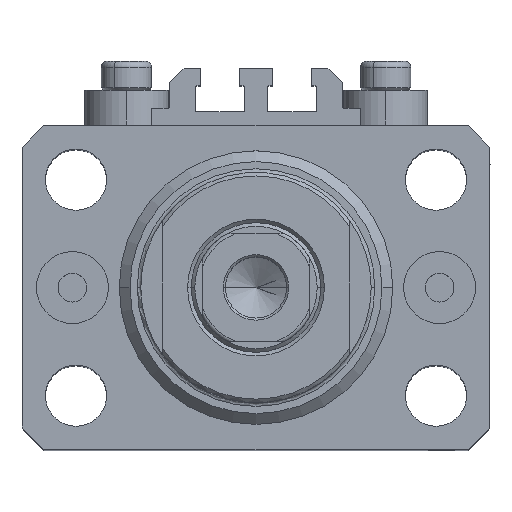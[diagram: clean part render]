
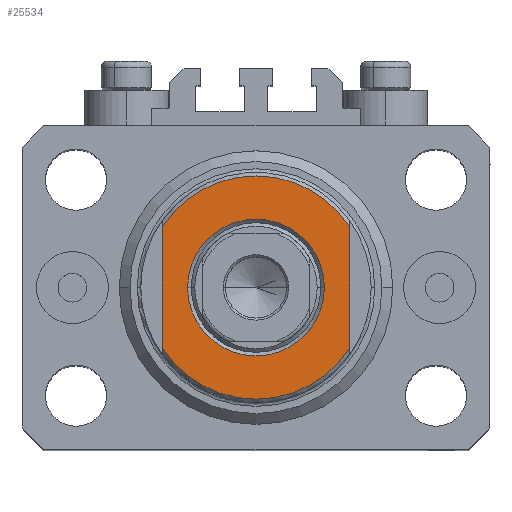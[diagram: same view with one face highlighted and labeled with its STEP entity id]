
A CAD part, top view. The second image highlights one B-rep face of the part: STEP entity #25534.
In plain terms, the highlighted face is planar.
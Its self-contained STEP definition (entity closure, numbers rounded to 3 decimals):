
#3899 = ORIENTED_EDGE ( 'NONE', *, *, #6791, .T. ) ;
#5263 = FACE_OUTER_BOUND ( 'NONE', #29386, .T. ) ;
#5838 = VERTEX_POINT ( 'NONE', #34188 ) ;
#5974 = DIRECTION ( 'NONE',  ( 0., 0., -1. ) ) ;
#6791 = EDGE_CURVE ( 'NONE', #5838, #16460, #21390, .T. ) ;
#6840 = CARTESIAN_POINT ( 'NONE',  ( -13., -8.441, -6.5 ) ) ;
#7449 = CARTESIAN_POINT ( 'NONE',  ( 0., 0., -6.5 ) ) ;
#8563 = EDGE_CURVE ( 'NONE', #41930, #15439, #17834, .T. ) ;
#8653 = CARTESIAN_POINT ( 'NONE',  ( 13., -43.081, -6.5 ) ) ;
#9352 = LINE ( 'NONE', #8653, #12416 ) ;
#9854 = DIRECTION ( 'NONE',  ( 0., 0., 1. ) ) ;
#11271 = DIRECTION ( 'NONE',  ( -1., 0., 0. ) ) ;
#11687 = EDGE_CURVE ( 'NONE', #11889, #15439, #47246, .T. ) ;
#11726 = ORIENTED_EDGE ( 'NONE', *, *, #25249, .T. ) ;
#11889 = VERTEX_POINT ( 'NONE', #25179 ) ;
#12331 = EDGE_CURVE ( 'NONE', #34923, #41930, #9352, .T. ) ;
#12416 = VECTOR ( 'NONE', #31052, 1000. ) ;
#12654 = EDGE_CURVE ( 'NONE', #11889, #34923, #16228, .T. ) ;
#13927 = AXIS2_PLACEMENT_3D ( 'NONE', #44314, #32635, #21899 ) ;
#14553 = DIRECTION ( 'NONE',  ( 0., -1., 0. ) ) ;
#15439 = VERTEX_POINT ( 'NONE', #6840 ) ;
#15529 = AXIS2_PLACEMENT_3D ( 'NONE', #46303, #46778, #24812 ) ;
#16080 = CIRCLE ( 'NONE', #40440, 9.5 ) ;
#16228 = CIRCLE ( 'NONE', #13927, 15.5 ) ;
#16391 = VECTOR ( 'NONE', #14553, 1000. ) ;
#16460 = VERTEX_POINT ( 'NONE', #37315 ) ;
#17834 = CIRCLE ( 'NONE', #15529, 15.5 ) ;
#19115 = AXIS2_PLACEMENT_3D ( 'NONE', #7449, #43952, #11271 ) ;
#20107 = DIRECTION ( 'NONE',  ( -1., 0., 0. ) ) ;
#20513 = DIRECTION ( 'NONE',  ( -1., 0., 0. ) ) ;
#21390 = CIRCLE ( 'NONE', #19115, 9.5 ) ;
#21899 = DIRECTION ( 'NONE',  ( -1., 0., 0. ) ) ;
#21974 = ORIENTED_EDGE ( 'NONE', *, *, #12654, .T. ) ;
#21987 = CARTESIAN_POINT ( 'NONE',  ( 13., -8.441, -6.5 ) ) ;
#24102 = FACE_BOUND ( 'NONE', #44986, .T. ) ;
#24812 = DIRECTION ( 'NONE',  ( -1., 0., 0. ) ) ;
#25179 = CARTESIAN_POINT ( 'NONE',  ( -13., 8.441, -6.5 ) ) ;
#25249 = EDGE_CURVE ( 'NONE', #16460, #5838, #16080, .T. ) ;
#25534 = ADVANCED_FACE ( 'NONE', ( #24102, #5263 ), #38653, .T. ) ;
#27955 = ORIENTED_EDGE ( 'NONE', *, *, #12331, .T. ) ;
#28876 = CARTESIAN_POINT ( 'NONE',  ( -13., -43.081, -6.5 ) ) ;
#29386 = EDGE_LOOP ( 'NONE', ( #21974, #27955, #42987, #41387 ) ) ;
#30791 = CARTESIAN_POINT ( 'NONE',  ( 0., 0., -6.5 ) ) ;
#31052 = DIRECTION ( 'NONE',  ( 0., -1., 0. ) ) ;
#32348 = CARTESIAN_POINT ( 'NONE',  ( 13., 8.441, -6.5 ) ) ;
#32635 = DIRECTION ( 'NONE',  ( 0., 0., -1. ) ) ;
#34188 = CARTESIAN_POINT ( 'NONE',  ( 9.5, 0., -6.5 ) ) ;
#34923 = VERTEX_POINT ( 'NONE', #32348 ) ;
#37315 = CARTESIAN_POINT ( 'NONE',  ( -9.5, 0., -6.5 ) ) ;
#38653 = PLANE ( 'NONE',  #39677 ) ;
#39677 = AXIS2_PLACEMENT_3D ( 'NONE', #30791, #5974, #20513 ) ;
#40440 = AXIS2_PLACEMENT_3D ( 'NONE', #45884, #9854, #20107 ) ;
#41387 = ORIENTED_EDGE ( 'NONE', *, *, #11687, .F. ) ;
#41930 = VERTEX_POINT ( 'NONE', #21987 ) ;
#42987 = ORIENTED_EDGE ( 'NONE', *, *, #8563, .T. ) ;
#43952 = DIRECTION ( 'NONE',  ( 0., 0., 1. ) ) ;
#44314 = CARTESIAN_POINT ( 'NONE',  ( 0., 0., -6.5 ) ) ;
#44986 = EDGE_LOOP ( 'NONE', ( #11726, #3899 ) ) ;
#45884 = CARTESIAN_POINT ( 'NONE',  ( 0., 0., -6.5 ) ) ;
#46303 = CARTESIAN_POINT ( 'NONE',  ( 0., 0., -6.5 ) ) ;
#46778 = DIRECTION ( 'NONE',  ( 0., 0., -1. ) ) ;
#47246 = LINE ( 'NONE', #28876, #16391 ) ;
